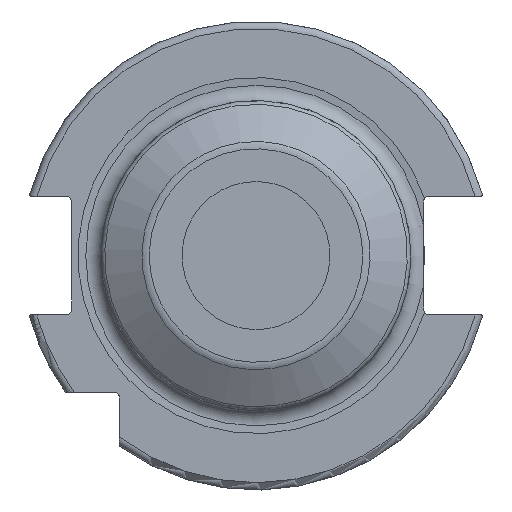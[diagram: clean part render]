
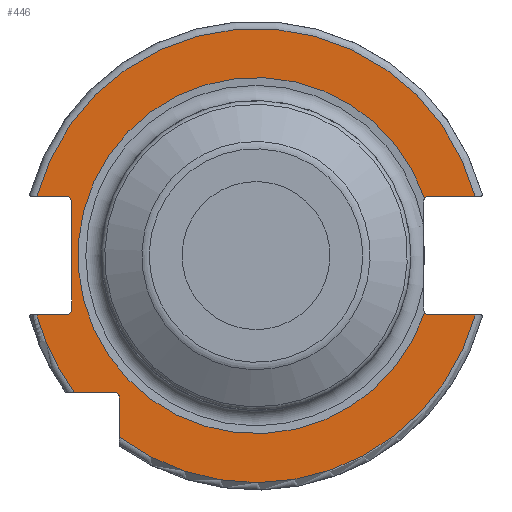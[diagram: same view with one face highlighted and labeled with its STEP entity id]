
A CAD part, left-side view. The second image highlights one B-rep face of the part: STEP entity #446.
In plain terms, the highlighted planar face has unit normal (-1, 0, 0).
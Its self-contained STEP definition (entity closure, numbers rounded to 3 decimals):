
#56=LINE('',#2688,#121);
#67=LINE('',#2868,#132);
#78=LINE('',#3050,#143);
#83=LINE('',#3081,#148);
#89=LINE('',#3252,#154);
#97=LINE('',#3358,#162);
#104=LINE('',#3450,#169);
#121=VECTOR('',#2024,1.);
#132=VECTOR('',#2037,1.);
#143=VECTOR('',#2068,1.);
#148=VECTOR('',#2075,1.);
#154=VECTOR('',#2089,1.);
#162=VECTOR('',#2099,1.);
#169=VECTOR('',#2120,1.);
#276=FACE_OUTER_BOUND('',#652,.T.);
#372=PLANE('',#1796);
#446=ADVANCED_FACE('',(#276),#372,.F.);
#652=EDGE_LOOP('',(#948,#949,#950,#951,#952,#953,#954,#955,#956,#957,#958,
#959,#960,#961,#962,#963));
#948=ORIENTED_EDGE('',*,*,#1554,.T.);
#949=ORIENTED_EDGE('',*,*,#1468,.T.);
#950=ORIENTED_EDGE('',*,*,#1436,.T.);
#951=ORIENTED_EDGE('',*,*,#1553,.F.);
#952=ORIENTED_EDGE('',*,*,#1533,.T.);
#953=ORIENTED_EDGE('',*,*,#1548,.T.);
#954=ORIENTED_EDGE('',*,*,#1550,.T.);
#955=ORIENTED_EDGE('',*,*,#1545,.T.);
#956=ORIENTED_EDGE('',*,*,#1517,.T.);
#957=ORIENTED_EDGE('',*,*,#1555,.F.);
#958=ORIENTED_EDGE('',*,*,#1497,.T.);
#959=ORIENTED_EDGE('',*,*,#1514,.T.);
#960=ORIENTED_EDGE('',*,*,#1491,.T.);
#961=ORIENTED_EDGE('',*,*,#1556,.F.);
#962=ORIENTED_EDGE('',*,*,#1461,.T.);
#963=ORIENTED_EDGE('',*,*,#1462,.T.);
#1266=VERTEX_POINT('',#2687);
#1267=VERTEX_POINT('',#2689);
#1277=VERTEX_POINT('',#2778);
#1288=VERTEX_POINT('',#2867);
#1289=VERTEX_POINT('',#2871);
#1294=VERTEX_POINT('',#2889);
#1313=VERTEX_POINT('',#3049);
#1314=VERTEX_POINT('',#3051);
#1319=VERTEX_POINT('',#3080);
#1320=VERTEX_POINT('',#3082);
#1336=VERTEX_POINT('',#3251);
#1337=VERTEX_POINT('',#3253);
#1350=VERTEX_POINT('',#3357);
#1351=VERTEX_POINT('',#3359);
#1360=VERTEX_POINT('',#3439);
#1362=VERTEX_POINT('',#3446);
#1436=EDGE_CURVE('',#1267,#1266,#56,.T.);
#1461=EDGE_CURVE('',#1277,#1288,#67,.T.);
#1462=EDGE_CURVE('',#1288,#1289,#1633,.T.);
#1468=EDGE_CURVE('',#1294,#1267,#1636,.T.);
#1491=EDGE_CURVE('',#1314,#1313,#78,.T.);
#1497=EDGE_CURVE('',#1320,#1319,#83,.T.);
#1514=EDGE_CURVE('',#1319,#1314,#1639,.T.);
#1517=EDGE_CURVE('',#1337,#1336,#89,.T.);
#1533=EDGE_CURVE('',#1351,#1350,#97,.T.);
#1545=EDGE_CURVE('',#1360,#1337,#1641,.T.);
#1548=EDGE_CURVE('',#1350,#1362,#1643,.T.);
#1550=EDGE_CURVE('',#1362,#1360,#104,.T.);
#1553=EDGE_CURVE('',#1351,#1266,#1646,.T.);
#1554=EDGE_CURVE('',#1289,#1294,#1647,.T.);
#1555=EDGE_CURVE('',#1320,#1336,#1648,.T.);
#1556=EDGE_CURVE('',#1277,#1313,#1649,.T.);
#1633=CIRCLE('',#1765,0.8);
#1636=CIRCLE('',#1769,0.8);
#1639=CIRCLE('',#1777,0.8);
#1641=CIRCLE('',#1782,0.8);
#1643=CIRCLE('',#1785,0.8);
#1646=CIRCLE('',#1791,30.77);
#1647=CIRCLE('',#1793,24.13);
#1648=CIRCLE('',#1794,30.77);
#1649=CIRCLE('',#1795,30.77);
#1765=AXIS2_PLACEMENT_3D('',#2870,#2040,#2041);
#1769=AXIS2_PLACEMENT_3D('',#2888,#2050,#2051);
#1777=AXIS2_PLACEMENT_3D('',#3228,#2085,#2086);
#1782=AXIS2_PLACEMENT_3D('',#3441,#2108,#2109);
#1785=AXIS2_PLACEMENT_3D('',#3447,#2115,#2116);
#1791=AXIS2_PLACEMENT_3D('',#3455,#2129,#2130);
#1793=AXIS2_PLACEMENT_3D('',#3457,#2133,#2134);
#1794=AXIS2_PLACEMENT_3D('',#3458,#2135,#2136);
#1795=AXIS2_PLACEMENT_3D('',#3459,#2137,#2138);
#1796=AXIS2_PLACEMENT_3D('',#3460,#2139,#2140);
#2024=DIRECTION('',(0.,-1.,0.));
#2037=DIRECTION('',(0.,1.,0.));
#2040=DIRECTION('',(1.,0.,0.));
#2041=DIRECTION('',(0.,0.,-1.));
#2050=DIRECTION('',(1.,0.,0.));
#2051=DIRECTION('',(0.,0.,-1.));
#2068=DIRECTION('',(0.,0.,-1.));
#2075=DIRECTION('',(0.,-1.,0.));
#2085=DIRECTION('',(1.,0.,0.));
#2086=DIRECTION('',(0.,0.,-1.));
#2089=DIRECTION('',(0.,1.,0.));
#2099=DIRECTION('',(0.,-1.,0.));
#2108=DIRECTION('',(1.,0.,0.));
#2109=DIRECTION('',(0.,0.,-1.));
#2115=DIRECTION('',(1.,0.,0.));
#2116=DIRECTION('',(0.,0.,-1.));
#2120=DIRECTION('',(0.,0.,-1.));
#2129=DIRECTION('',(1.,0.,0.));
#2130=DIRECTION('',(0.,0.,1.));
#2133=DIRECTION('',(1.,0.,0.));
#2134=DIRECTION('',(0.,0.,1.));
#2135=DIRECTION('',(1.,0.,0.));
#2136=DIRECTION('',(0.,0.,1.));
#2137=DIRECTION('',(1.,0.,0.));
#2138=DIRECTION('',(0.,0.,1.));
#2139=DIRECTION('',(1.,0.,0.));
#2140=DIRECTION('',(0.,0.,-1.));
#2687=CARTESIAN_POINT('',(68.9,-29.698,8.05));
#2688=CARTESIAN_POINT('',(68.9,30.77,8.05));
#2689=CARTESIAN_POINT('',(68.9,-23.5,8.05));
#2778=CARTESIAN_POINT('',(68.9,-29.698,-8.05));
#2867=CARTESIAN_POINT('',(68.9,-23.5,-8.05));
#2868=CARTESIAN_POINT('',(68.9,30.77,-8.05));
#2870=CARTESIAN_POINT('',(68.9,-23.5,-7.25));
#2871=CARTESIAN_POINT('',(68.9,-22.859,-7.729));
#2888=CARTESIAN_POINT('',(68.9,-23.5,7.25));
#2889=CARTESIAN_POINT('',(68.9,-22.859,7.729));
#3049=CARTESIAN_POINT('',(68.9,18.5,-24.588));
#3050=CARTESIAN_POINT('',(68.9,18.5,0.));
#3051=CARTESIAN_POINT('',(68.9,18.5,-19.3));
#3080=CARTESIAN_POINT('',(68.9,19.3,-18.5));
#3081=CARTESIAN_POINT('',(68.9,30.77,-18.5));
#3082=CARTESIAN_POINT('',(68.9,24.588,-18.5));
#3228=CARTESIAN_POINT('',(68.9,19.3,-19.3));
#3251=CARTESIAN_POINT('',(68.9,29.698,-8.05));
#3252=CARTESIAN_POINT('',(68.9,30.77,-8.05));
#3253=CARTESIAN_POINT('',(68.9,25.8,-8.05));
#3357=CARTESIAN_POINT('',(68.9,25.8,8.05));
#3358=CARTESIAN_POINT('',(68.9,30.77,8.05));
#3359=CARTESIAN_POINT('',(68.9,29.698,8.05));
#3439=CARTESIAN_POINT('',(68.9,25.,-7.25));
#3441=CARTESIAN_POINT('',(68.9,25.8,-7.25));
#3446=CARTESIAN_POINT('',(68.9,25.,7.25));
#3447=CARTESIAN_POINT('',(68.9,25.8,7.25));
#3450=CARTESIAN_POINT('',(68.9,25.,0.));
#3455=CARTESIAN_POINT('',(68.9,0.,0.));
#3457=CARTESIAN_POINT('',(68.9,0.,0.));
#3458=CARTESIAN_POINT('',(68.9,0.,0.));
#3459=CARTESIAN_POINT('',(68.9,0.,0.));
#3460=CARTESIAN_POINT('',(68.9,30.77,0.));
